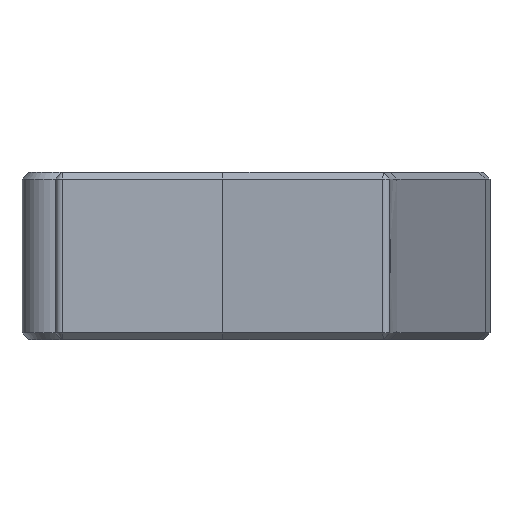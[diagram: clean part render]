
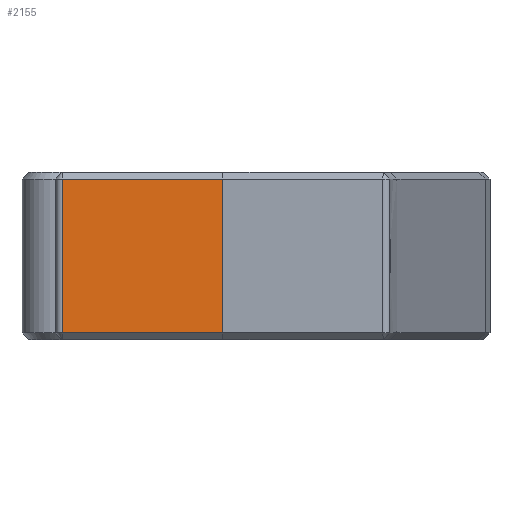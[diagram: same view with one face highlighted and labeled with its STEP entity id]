
A CAD part, front view. The second image highlights one B-rep face of the part: STEP entity #2155.
In plain terms, the highlighted planar face has unit normal (0.048, -0.999, 0).
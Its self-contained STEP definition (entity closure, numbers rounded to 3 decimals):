
#294 = PLANE('',#295);
#295 = AXIS2_PLACEMENT_3D('',#296,#297,#298);
#296 = CARTESIAN_POINT('',(-25.,-3.799,-12.5));
#297 = DIRECTION('',(0.048,0.999,0.));
#298 = DIRECTION('',(0.999,-0.048,0.));
#1014 = VERTEX_POINT('',#1015);
#1015 = CARTESIAN_POINT('',(-25.,-3.799,-11.51));
#1036 = EDGE_CURVE('',#1014,#1037,#1039,.T.);
#1037 = VERTEX_POINT('',#1038);
#1038 = CARTESIAN_POINT('',(-25.,-3.799,11.51));
#1039 = SURFACE_CURVE('',#1040,(#1044,#1051),.PCURVE_S1.);
#1040 = LINE('',#1041,#1042);
#1041 = CARTESIAN_POINT('',(-25.,-3.799,-12.5));
#1042 = VECTOR('',#1043,1.);
#1043 = DIRECTION('',(0.,0.,1.));
#1044 = PCURVE('',#294,#1045);
#1045 = DEFINITIONAL_REPRESENTATION('',(#1046),#1050);
#1046 = LINE('',#1047,#1048);
#1047 = CARTESIAN_POINT('',(0.,0.));
#1048 = VECTOR('',#1049,1.);
#1049 = DIRECTION('',(0.,-1.));
#1050 = ( GEOMETRIC_REPRESENTATION_CONTEXT(2) 
PARAMETRIC_REPRESENTATION_CONTEXT() REPRESENTATION_CONTEXT('2D SPACE',''
  ) );
#1051 = PCURVE('',#1052,#1057);
#1052 = PLANE('',#1053);
#1053 = AXIS2_PLACEMENT_3D('',#1054,#1055,#1056);
#1054 = CARTESIAN_POINT('',(-50.,-5.,-12.5));
#1055 = DIRECTION('',(-0.048,0.999,0.));
#1056 = DIRECTION('',(0.999,0.048,0.));
#1057 = DEFINITIONAL_REPRESENTATION('',(#1058),#1062);
#1058 = LINE('',#1059,#1060);
#1059 = CARTESIAN_POINT('',(25.029,0.));
#1060 = VECTOR('',#1061,1.);
#1061 = DIRECTION('',(0.,-1.));
#1062 = ( GEOMETRIC_REPRESENTATION_CONTEXT(2) 
PARAMETRIC_REPRESENTATION_CONTEXT() REPRESENTATION_CONTEXT('2D SPACE',''
  ) );
#1312 = PLANE('',#1313);
#1313 = AXIS2_PLACEMENT_3D('',#1314,#1315,#1316);
#1314 = CARTESIAN_POINT('',(-25.024,-3.305,-12.005));
#1315 = DIRECTION('',(0.034,-0.706,-0.707
    ));
#1316 = DIRECTION('',(0.999,0.048,
    0.));
#1691 = PLANE('',#1692);
#1692 = AXIS2_PLACEMENT_3D('',#1693,#1694,#1695);
#1693 = CARTESIAN_POINT('',(-25.024,-3.305,12.005));
#1694 = DIRECTION('',(-0.034,0.706,-0.707
    ));
#1695 = DIRECTION('',(0.999,0.048,
    0.));
#2155 = ADVANCED_FACE('',(#2156),#1052,.F.);
#2156 = FACE_BOUND('',#2157,.F.);
#2157 = EDGE_LOOP('',(#2158,#2188,#2209,#2210));
#2158 = ORIENTED_EDGE('',*,*,#2159,.T.);
#2159 = EDGE_CURVE('',#2160,#2162,#2164,.T.);
#2160 = VERTEX_POINT('',#2161);
#2161 = CARTESIAN_POINT('',(-48.952,-4.95,-11.51));
#2162 = VERTEX_POINT('',#2163);
#2163 = CARTESIAN_POINT('',(-48.952,-4.95,11.51));
#2164 = SURFACE_CURVE('',#2165,(#2169,#2176),.PCURVE_S1.);
#2165 = LINE('',#2166,#2167);
#2166 = CARTESIAN_POINT('',(-48.952,-4.95,-12.5));
#2167 = VECTOR('',#2168,1.);
#2168 = DIRECTION('',(0.,0.,1.));
#2169 = PCURVE('',#1052,#2170);
#2170 = DEFINITIONAL_REPRESENTATION('',(#2171),#2175);
#2171 = LINE('',#2172,#2173);
#2172 = CARTESIAN_POINT('',(1.049,0.));
#2173 = VECTOR('',#2174,1.);
#2174 = DIRECTION('',(0.,-1.));
#2175 = ( GEOMETRIC_REPRESENTATION_CONTEXT(2) 
PARAMETRIC_REPRESENTATION_CONTEXT() REPRESENTATION_CONTEXT('2D SPACE',''
  ) );
#2176 = PCURVE('',#2177,#2182);
#2177 = CYLINDRICAL_SURFACE('',#2178,1.);
#2178 = AXIS2_PLACEMENT_3D('',#2179,#2180,#2181);
#2179 = CARTESIAN_POINT('',(-49.,-3.951,-12.5));
#2180 = DIRECTION('',(0.,0.,1.));
#2181 = DIRECTION('',(-1.,0.,0.));
#2182 = DEFINITIONAL_REPRESENTATION('',(#2183),#2187);
#2183 = LINE('',#2184,#2185);
#2184 = CARTESIAN_POINT('',(1.619,0.));
#2185 = VECTOR('',#2186,1.);
#2186 = DIRECTION('',(0.,1.));
#2187 = ( GEOMETRIC_REPRESENTATION_CONTEXT(2) 
PARAMETRIC_REPRESENTATION_CONTEXT() REPRESENTATION_CONTEXT('2D SPACE',''
  ) );
#2188 = ORIENTED_EDGE('',*,*,#2189,.F.);
#2189 = EDGE_CURVE('',#1037,#2162,#2190,.T.);
#2190 = SURFACE_CURVE('',#2191,(#2195,#2202),.PCURVE_S1.);
#2191 = LINE('',#2192,#2193);
#2192 = CARTESIAN_POINT('',(-25.,-3.799,11.51));
#2193 = VECTOR('',#2194,1.);
#2194 = DIRECTION('',(-0.999,-0.048,-0.));
#2195 = PCURVE('',#1052,#2196);
#2196 = DEFINITIONAL_REPRESENTATION('',(#2197),#2201);
#2197 = LINE('',#2198,#2199);
#2198 = CARTESIAN_POINT('',(25.029,-24.01));
#2199 = VECTOR('',#2200,1.);
#2200 = DIRECTION('',(-1.,0.));
#2201 = ( GEOMETRIC_REPRESENTATION_CONTEXT(2) 
PARAMETRIC_REPRESENTATION_CONTEXT() REPRESENTATION_CONTEXT('2D SPACE',''
  ) );
#2202 = PCURVE('',#1691,#2203);
#2203 = DEFINITIONAL_REPRESENTATION('',(#2204),#2208);
#2204 = LINE('',#2205,#2206);
#2205 = CARTESIAN_POINT('',(0.,0.7));
#2206 = VECTOR('',#2207,1.);
#2207 = DIRECTION('',(-1.,0.));
#2208 = ( GEOMETRIC_REPRESENTATION_CONTEXT(2) 
PARAMETRIC_REPRESENTATION_CONTEXT() REPRESENTATION_CONTEXT('2D SPACE',''
  ) );
#2209 = ORIENTED_EDGE('',*,*,#1036,.F.);
#2210 = ORIENTED_EDGE('',*,*,#2211,.T.);
#2211 = EDGE_CURVE('',#1014,#2160,#2212,.T.);
#2212 = SURFACE_CURVE('',#2213,(#2217,#2224),.PCURVE_S1.);
#2213 = LINE('',#2214,#2215);
#2214 = CARTESIAN_POINT('',(-25.,-3.799,-11.51));
#2215 = VECTOR('',#2216,1.);
#2216 = DIRECTION('',(-0.999,-0.048,-0.));
#2217 = PCURVE('',#1052,#2218);
#2218 = DEFINITIONAL_REPRESENTATION('',(#2219),#2223);
#2219 = LINE('',#2220,#2221);
#2220 = CARTESIAN_POINT('',(25.029,-0.99));
#2221 = VECTOR('',#2222,1.);
#2222 = DIRECTION('',(-1.,0.));
#2223 = ( GEOMETRIC_REPRESENTATION_CONTEXT(2) 
PARAMETRIC_REPRESENTATION_CONTEXT() REPRESENTATION_CONTEXT('2D SPACE',''
  ) );
#2224 = PCURVE('',#1312,#2225);
#2225 = DEFINITIONAL_REPRESENTATION('',(#2226),#2230);
#2226 = LINE('',#2227,#2228);
#2227 = CARTESIAN_POINT('',(0.,0.7));
#2228 = VECTOR('',#2229,1.);
#2229 = DIRECTION('',(-1.,0.));
#2230 = ( GEOMETRIC_REPRESENTATION_CONTEXT(2) 
PARAMETRIC_REPRESENTATION_CONTEXT() REPRESENTATION_CONTEXT('2D SPACE',''
  ) );
